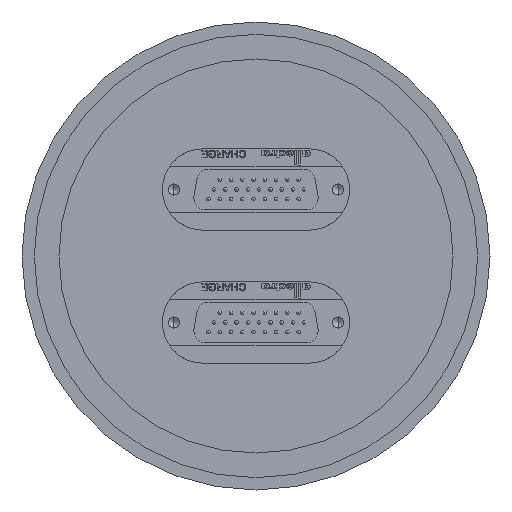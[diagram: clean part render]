
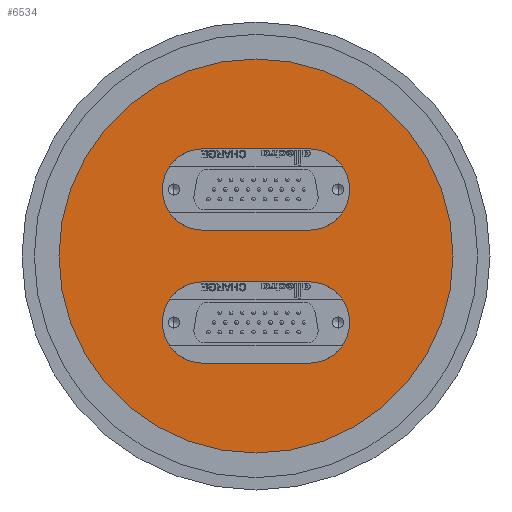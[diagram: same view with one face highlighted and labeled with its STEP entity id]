
A CAD part, front view. The second image highlights one B-rep face of the part: STEP entity #6534.
In plain terms, the highlighted planar face has unit normal (0, -1, 0).
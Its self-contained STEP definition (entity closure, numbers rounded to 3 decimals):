
#33 = LINE ( 'NONE', #5118, #8769 ) ;
#181 = DIRECTION ( 'NONE',  ( 1., 0., 0. ) ) ;
#249 = CARTESIAN_POINT ( 'NONE',  ( 10.75, -12., 21.75 ) ) ;
#318 = AXIS2_PLACEMENT_3D ( 'NONE', #3504, #6529, #4687 ) ;
#524 = DIRECTION ( 'NONE',  ( 0., 0., -1. ) ) ;
#668 = CIRCLE ( 'NONE', #7735, 8.25 ) ;
#769 = VERTEX_POINT ( 'NONE', #3418 ) ;
#815 = CIRCLE ( 'NONE', #1041, 8.25 ) ;
#1041 = AXIS2_PLACEMENT_3D ( 'NONE', #10099, #7442, #8319 ) ;
#1053 = VECTOR ( 'NONE', #6821, 1000. ) ;
#1186 = DIRECTION ( 'NONE',  ( 0., 0., -1. ) ) ;
#1212 = CARTESIAN_POINT ( 'NONE',  ( 0., -12., -40. ) ) ;
#1607 = VERTEX_POINT ( 'NONE', #10257 ) ;
#1913 = VERTEX_POINT ( 'NONE', #12000 ) ;
#2065 = AXIS2_PLACEMENT_3D ( 'NONE', #7978, #2183, #5098 ) ;
#2183 = DIRECTION ( 'NONE',  ( 0., -1., 0. ) ) ;
#2323 = CIRCLE ( 'NONE', #318, 8.25 ) ;
#2399 = EDGE_LOOP ( 'NONE', ( #6133, #12020, #12397, #4758 ) ) ;
#2975 = CARTESIAN_POINT ( 'NONE',  ( -10.75, -12., 21.75 ) ) ;
#3025 = CARTESIAN_POINT ( 'NONE',  ( -10.75, -12., -21.75 ) ) ;
#3053 = PLANE ( 'NONE',  #9326 ) ;
#3153 = VERTEX_POINT ( 'NONE', #10742 ) ;
#3305 = FACE_BOUND ( 'NONE', #2399, .T. ) ;
#3418 = CARTESIAN_POINT ( 'NONE',  ( -10.75, -12., -5.25 ) ) ;
#3458 = VERTEX_POINT ( 'NONE', #249 ) ;
#3504 = CARTESIAN_POINT ( 'NONE',  ( 10.75, -12., -13.5 ) ) ;
#3539 = CARTESIAN_POINT ( 'NONE',  ( 0., -12., 40. ) ) ;
#3624 = CARTESIAN_POINT ( 'NONE',  ( 0., -12., -40. ) ) ;
#3849 = ORIENTED_EDGE ( 'NONE', *, *, #5052, .F. ) ;
#3855 = EDGE_CURVE ( 'NONE', #5038, #1913, #2323, .T. ) ;
#4048 = AXIS2_PLACEMENT_3D ( 'NONE', #5299, #5367, #524 ) ;
#4123 = DIRECTION ( 'NONE',  ( 0., -1., 0. ) ) ;
#4163 = LINE ( 'NONE', #8043, #8135 ) ;
#4178 = FACE_OUTER_BOUND ( 'NONE', #12034, .T. ) ;
#4616 = CARTESIAN_POINT ( 'NONE',  ( -10.75, -12., 21.75 ) ) ;
#4687 = DIRECTION ( 'NONE',  ( 0., 0., -1. ) ) ;
#4758 = ORIENTED_EDGE ( 'NONE', *, *, #10850, .T. ) ;
#5038 = VERTEX_POINT ( 'NONE', #8999 ) ;
#5052 = EDGE_CURVE ( 'NONE', #1913, #769, #4163, .T. ) ;
#5098 = DIRECTION ( 'NONE',  ( 0., 0., -1. ) ) ;
#5118 = CARTESIAN_POINT ( 'NONE',  ( -10.75, -12., 5.25 ) ) ;
#5250 = FACE_BOUND ( 'NONE', #11094, .T. ) ;
#5299 = CARTESIAN_POINT ( 'NONE',  ( 0., -12., 0. ) ) ;
#5308 = ORIENTED_EDGE ( 'NONE', *, *, #11361, .F. ) ;
#5367 = DIRECTION ( 'NONE',  ( 0., -1., 0. ) ) ;
#5419 = EDGE_CURVE ( 'NONE', #769, #1607, #668, .T. ) ;
#6020 = DIRECTION ( 'NONE',  ( 0., 0., -1. ) ) ;
#6126 = VECTOR ( 'NONE', #181, 1000. ) ;
#6133 = ORIENTED_EDGE ( 'NONE', *, *, #7361, .T. ) ;
#6529 = DIRECTION ( 'NONE',  ( 0., -1., 0. ) ) ;
#6534 = ADVANCED_FACE ( 'NONE', ( #4178, #3305, #5250 ), #3053, .T. ) ;
#6821 = DIRECTION ( 'NONE',  ( 1., 0., 0. ) ) ;
#6999 = EDGE_CURVE ( 'NONE', #10180, #10740, #11357, .T. ) ;
#7002 = DIRECTION ( 'NONE',  ( 0., 0., 1. ) ) ;
#7010 = DIRECTION ( 'NONE',  ( 0., -1., 0. ) ) ;
#7345 = ORIENTED_EDGE ( 'NONE', *, *, #5419, .F. ) ;
#7361 = EDGE_CURVE ( 'NONE', #11005, #9995, #815, .T. ) ;
#7442 = DIRECTION ( 'NONE',  ( 0., 1., 0. ) ) ;
#7735 = AXIS2_PLACEMENT_3D ( 'NONE', #9935, #7010, #1186 ) ;
#7851 = LINE ( 'NONE', #3025, #6126 ) ;
#7858 = DIRECTION ( 'NONE',  ( -1., 0., 0. ) ) ;
#7978 = CARTESIAN_POINT ( 'NONE',  ( 0., -12., 0. ) ) ;
#8043 = CARTESIAN_POINT ( 'NONE',  ( -10.75, -12., -5.25 ) ) ;
#8135 = VECTOR ( 'NONE', #7858, 1000. ) ;
#8146 = EDGE_CURVE ( 'NONE', #3458, #3153, #12354, .T. ) ;
#8237 = CARTESIAN_POINT ( 'NONE',  ( -10.75, -12., 5.25 ) ) ;
#8319 = DIRECTION ( 'NONE',  ( 0., 0., 1. ) ) ;
#8561 = CIRCLE ( 'NONE', #2065, 40. ) ;
#8753 = LINE ( 'NONE', #2975, #1053 ) ;
#8769 = VECTOR ( 'NONE', #9489, 1000. ) ;
#8909 = CARTESIAN_POINT ( 'NONE',  ( 10.75, -12., 13.5 ) ) ;
#8999 = CARTESIAN_POINT ( 'NONE',  ( 10.75, -12., -21.75 ) ) ;
#9038 = ORIENTED_EDGE ( 'NONE', *, *, #10407, .T. ) ;
#9326 = AXIS2_PLACEMENT_3D ( 'NONE', #1212, #4123, #6020 ) ;
#9489 = DIRECTION ( 'NONE',  ( -1., 0., 0. ) ) ;
#9613 = ORIENTED_EDGE ( 'NONE', *, *, #3855, .F. ) ;
#9935 = CARTESIAN_POINT ( 'NONE',  ( -10.75, -12., -13.5 ) ) ;
#9994 = DIRECTION ( 'NONE',  ( 0., 1., 0. ) ) ;
#9995 = VERTEX_POINT ( 'NONE', #4616 ) ;
#10015 = EDGE_CURVE ( 'NONE', #9995, #3458, #8753, .T. ) ;
#10099 = CARTESIAN_POINT ( 'NONE',  ( -10.75, -12., 13.5 ) ) ;
#10180 = VERTEX_POINT ( 'NONE', #3539 ) ;
#10257 = CARTESIAN_POINT ( 'NONE',  ( -10.75, -12., -21.75 ) ) ;
#10407 = EDGE_CURVE ( 'NONE', #10740, #10180, #8561, .T. ) ;
#10740 = VERTEX_POINT ( 'NONE', #3624 ) ;
#10742 = CARTESIAN_POINT ( 'NONE',  ( 10.75, -12., 5.25 ) ) ;
#10850 = EDGE_CURVE ( 'NONE', #3153, #11005, #33, .T. ) ;
#11005 = VERTEX_POINT ( 'NONE', #8237 ) ;
#11094 = EDGE_LOOP ( 'NONE', ( #5308, #7345, #3849, #9613 ) ) ;
#11357 = CIRCLE ( 'NONE', #4048, 40. ) ;
#11361 = EDGE_CURVE ( 'NONE', #1607, #5038, #7851, .T. ) ;
#12000 = CARTESIAN_POINT ( 'NONE',  ( 10.75, -12., -5.25 ) ) ;
#12020 = ORIENTED_EDGE ( 'NONE', *, *, #10015, .T. ) ;
#12034 = EDGE_LOOP ( 'NONE', ( #9038, #12464 ) ) ;
#12148 = AXIS2_PLACEMENT_3D ( 'NONE', #8909, #9994, #7002 ) ;
#12354 = CIRCLE ( 'NONE', #12148, 8.25 ) ;
#12397 = ORIENTED_EDGE ( 'NONE', *, *, #8146, .T. ) ;
#12464 = ORIENTED_EDGE ( 'NONE', *, *, #6999, .T. ) ;
